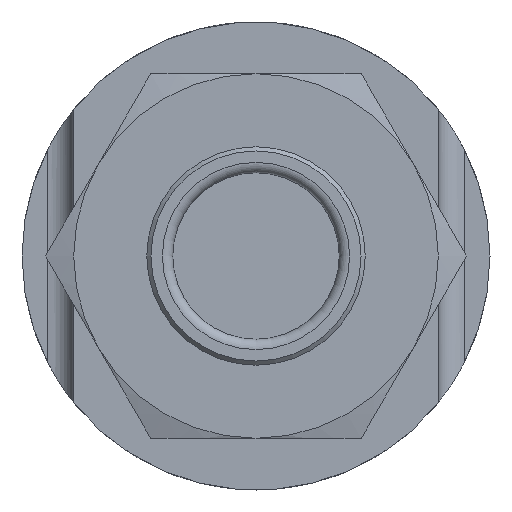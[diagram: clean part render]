
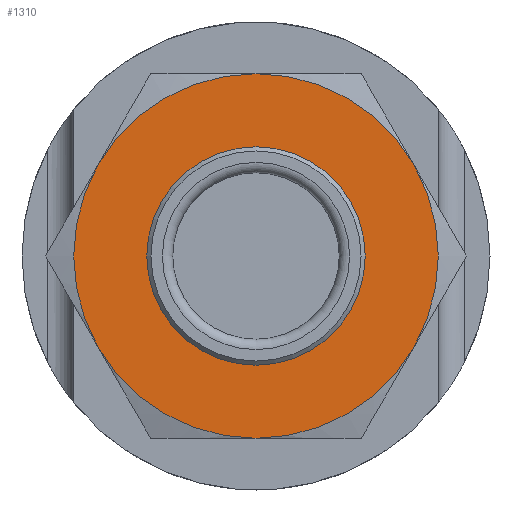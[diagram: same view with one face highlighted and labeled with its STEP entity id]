
A CAD part, front view. The second image highlights one B-rep face of the part: STEP entity #1310.
In plain terms, the highlighted planar face has unit normal (0, -1, 0).
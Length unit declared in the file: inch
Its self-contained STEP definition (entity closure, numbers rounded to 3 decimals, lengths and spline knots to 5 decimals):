
#45=FACE_BOUND('',#235,.T.);
#94=PLANE('',#1486);
#163=FACE_OUTER_BOUND('',#234,.T.);
#234=EDGE_LOOP('',(#1145,#1146,#1147,#1148,#1149,#1150));
#235=EDGE_LOOP('',(#1151,#1152));
#289=CIRCLE('',#1443,0.8765);
#290=CIRCLE('',#1445,0.8765);
#291=CIRCLE('',#1447,0.8765);
#292=CIRCLE('',#1449,0.8765);
#293=CIRCLE('',#1451,0.8765);
#294=CIRCLE('',#1453,0.8765);
#307=CIRCLE('',#1484,0.525);
#308=CIRCLE('',#1485,0.525);
#565=VERTEX_POINT('',#2216);
#566=VERTEX_POINT('',#2220);
#568=VERTEX_POINT('',#2227);
#570=VERTEX_POINT('',#2237);
#572=VERTEX_POINT('',#2250);
#574=VERTEX_POINT('',#2260);
#593=VERTEX_POINT('',#2365);
#594=VERTEX_POINT('',#2366);
#730=EDGE_CURVE('',#565,#566,#289,.T.);
#733=EDGE_CURVE('',#568,#565,#290,.T.);
#736=EDGE_CURVE('',#570,#568,#291,.T.);
#738=EDGE_CURVE('',#572,#570,#292,.T.);
#741=EDGE_CURVE('',#574,#572,#293,.T.);
#744=EDGE_CURVE('',#566,#574,#294,.T.);
#778=EDGE_CURVE('',#593,#594,#307,.T.);
#779=EDGE_CURVE('',#594,#593,#308,.T.);
#1145=ORIENTED_EDGE('',*,*,#744,.T.);
#1146=ORIENTED_EDGE('',*,*,#741,.T.);
#1147=ORIENTED_EDGE('',*,*,#738,.T.);
#1148=ORIENTED_EDGE('',*,*,#736,.T.);
#1149=ORIENTED_EDGE('',*,*,#733,.T.);
#1150=ORIENTED_EDGE('',*,*,#730,.T.);
#1151=ORIENTED_EDGE('',*,*,#778,.T.);
#1152=ORIENTED_EDGE('',*,*,#779,.T.);
#1310=ADVANCED_FACE('',(#163,#45),#94,.T.);
#1443=AXIS2_PLACEMENT_3D('',#2224,#1758,#1759);
#1445=AXIS2_PLACEMENT_3D('',#2234,#1762,#1763);
#1447=AXIS2_PLACEMENT_3D('',#2244,#1766,#1767);
#1449=AXIS2_PLACEMENT_3D('',#2251,#1770,#1771);
#1451=AXIS2_PLACEMENT_3D('',#2261,#1774,#1775);
#1453=AXIS2_PLACEMENT_3D('',#2270,#1778,#1779);
#1484=AXIS2_PLACEMENT_3D('',#2367,#1848,#1849);
#1485=AXIS2_PLACEMENT_3D('',#2368,#1850,#1851);
#1486=AXIS2_PLACEMENT_3D('',#2370,#1853,#1854);
#1758=DIRECTION('center_axis',(0.,-1.,0.));
#1759=DIRECTION('ref_axis',(0.,0.,-1.));
#1762=DIRECTION('center_axis',(0.,-1.,0.));
#1763=DIRECTION('ref_axis',(0.,0.,-1.));
#1766=DIRECTION('center_axis',(0.,-1.,0.));
#1767=DIRECTION('ref_axis',(0.,0.,-1.));
#1770=DIRECTION('center_axis',(0.,-1.,0.));
#1771=DIRECTION('ref_axis',(0.,0.,-1.));
#1774=DIRECTION('center_axis',(0.,-1.,0.));
#1775=DIRECTION('ref_axis',(0.,0.,-1.));
#1778=DIRECTION('center_axis',(0.,-1.,0.));
#1779=DIRECTION('ref_axis',(0.,0.,-1.));
#1848=DIRECTION('center_axis',(0.,1.,0.));
#1849=DIRECTION('ref_axis',(1.,0.,0.));
#1850=DIRECTION('center_axis',(0.,1.,0.));
#1851=DIRECTION('ref_axis',(1.,0.,0.));
#1853=DIRECTION('center_axis',(0.,-1.,0.));
#1854=DIRECTION('ref_axis',(0.,0.,-1.));
#2216=CARTESIAN_POINT('',(0.,-0.27,-0.8765));
#2220=CARTESIAN_POINT('',(0.75907,-0.27,-0.43825));
#2224=CARTESIAN_POINT('Origin',(0.,-0.27,0.));
#2227=CARTESIAN_POINT('',(-0.75907,-0.27,-0.43825));
#2234=CARTESIAN_POINT('Origin',(0.,-0.27,0.));
#2237=CARTESIAN_POINT('',(-0.75907,-0.27,0.43825));
#2244=CARTESIAN_POINT('Origin',(0.,-0.27,0.));
#2250=CARTESIAN_POINT('',(0.,-0.27,0.8765));
#2251=CARTESIAN_POINT('Origin',(0.,-0.27,0.));
#2260=CARTESIAN_POINT('',(0.75907,-0.27,0.43825));
#2261=CARTESIAN_POINT('Origin',(0.,-0.27,0.));
#2270=CARTESIAN_POINT('Origin',(0.,-0.27,0.));
#2365=CARTESIAN_POINT('',(-0.525,-0.27,0.));
#2366=CARTESIAN_POINT('',(0.525,-0.27,0.));
#2367=CARTESIAN_POINT('Origin',(0.,-0.27,0.));
#2368=CARTESIAN_POINT('Origin',(0.,-0.27,0.));
#2370=CARTESIAN_POINT('Origin',(-0.6565,-0.27,0.));
